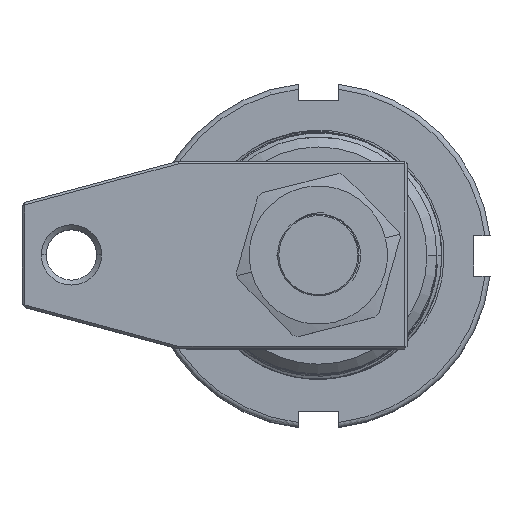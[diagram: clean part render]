
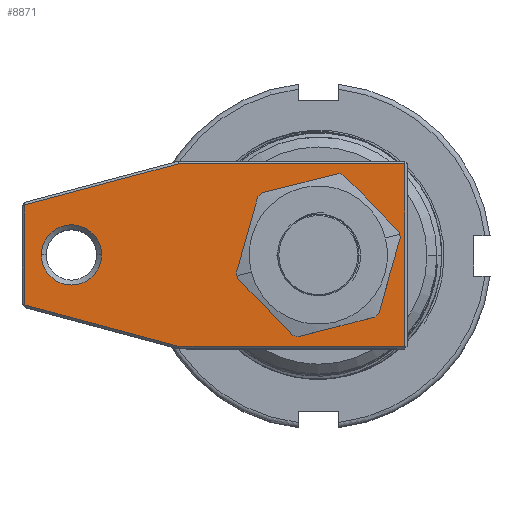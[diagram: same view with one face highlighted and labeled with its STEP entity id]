
A CAD part, top view. The second image highlights one B-rep face of the part: STEP entity #8871.
In plain terms, the highlighted planar face has unit normal (0, 0, 1).
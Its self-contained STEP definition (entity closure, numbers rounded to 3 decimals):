
#45 = ORIENTED_EDGE ( 'NONE', *, *, #6925, .T. ) ;
#116 = ORIENTED_EDGE ( 'NONE', *, *, #11032, .T. ) ;
#208 = ORIENTED_EDGE ( 'NONE', *, *, #10645, .T. ) ;
#335 = DIRECTION ( 'NONE',  ( 0., 0., 1. ) ) ;
#351 = DIRECTION ( 'NONE',  ( -1., 0., 0. ) ) ;
#533 = CARTESIAN_POINT ( 'NONE',  ( -19.362, -18.5, 19. ) ) ;
#538 = DIRECTION ( 'NONE',  ( 0., 0., -1. ) ) ;
#1038 = LINE ( 'NONE', #8749, #4494 ) ;
#1467 = ORIENTED_EDGE ( 'NONE', *, *, #4663, .T. ) ;
#1496 = CARTESIAN_POINT ( 'NONE',  ( 26.349, 0., 19. ) ) ;
#1786 = VERTEX_POINT ( 'NONE', #7027 ) ;
#1832 = AXIS2_PLACEMENT_3D ( 'NONE', #8125, #335, #9428 ) ;
#1922 = EDGE_CURVE ( 'NONE', #7333, #15289, #2595, .T. ) ;
#2251 = DIRECTION ( 'NONE',  ( -0.966, -0.259, 0. ) ) ;
#2309 = EDGE_CURVE ( 'NONE', #1786, #4479, #9325, .T. ) ;
#2315 = CARTESIAN_POINT ( 'NONE',  ( 26.349, -18.5, 19. ) ) ;
#2479 = FACE_BOUND ( 'NONE', #12181, .T. ) ;
#2595 = LINE ( 'NONE', #13769, #15997 ) ;
#2735 = ORIENTED_EDGE ( 'NONE', *, *, #2309, .F. ) ;
#2818 = LINE ( 'NONE', #5440, #15794 ) ;
#2831 = DIRECTION ( 'NONE',  ( -1., 0., 0. ) ) ;
#3319 = VERTEX_POINT ( 'NONE', #9932 ) ;
#3665 = VECTOR ( 'NONE', #5033, 1000. ) ;
#3842 = EDGE_CURVE ( 'NONE', #15289, #8634, #7856, .T. ) ;
#4048 = DIRECTION ( 'NONE',  ( 0., 1., 0. ) ) ;
#4115 = AXIS2_PLACEMENT_3D ( 'NONE', #8322, #538, #9633 ) ;
#4141 = ORIENTED_EDGE ( 'NONE', *, *, #4490, .F. ) ;
#4400 = VECTOR ( 'NONE', #4048, 1000. ) ;
#4479 = VERTEX_POINT ( 'NONE', #9380 ) ;
#4490 = EDGE_CURVE ( 'NONE', #4479, #1786, #14953, .T. ) ;
#4494 = VECTOR ( 'NONE', #2251, 1000. ) ;
#4534 = CARTESIAN_POINT ( 'NONE',  ( -19.362, 18.5, 19. ) ) ;
#4573 = ORIENTED_EDGE ( 'NONE', *, *, #3842, .T. ) ;
#4589 = CIRCLE ( 'NONE', #4115, 6.1 ) ;
#4663 = EDGE_CURVE ( 'NONE', #3319, #16320, #6828, .T. ) ;
#4939 = EDGE_LOOP ( 'NONE', ( #2735, #4141 ) ) ;
#5033 = DIRECTION ( 'NONE',  ( 0., -1., 0. ) ) ;
#5385 = CARTESIAN_POINT ( 'NONE',  ( 0., 18.5, 19. ) ) ;
#5440 = CARTESIAN_POINT ( 'NONE',  ( -5.922, -22.101, 19. ) ) ;
#5629 = DIRECTION ( 'NONE',  ( 0., 0., 1. ) ) ;
#5782 = CARTESIAN_POINT ( 'NONE',  ( -41.151, 0., 19. ) ) ;
#5966 = FACE_BOUND ( 'NONE', #4939, .T. ) ;
#6827 = CARTESIAN_POINT ( 'NONE',  ( 0., 0., 19. ) ) ;
#6828 = CIRCLE ( 'NONE', #10544, 6.1 ) ;
#6925 = EDGE_CURVE ( 'NONE', #16320, #3319, #4589, .T. ) ;
#7027 = CARTESIAN_POINT ( 'NONE',  ( 20.849, 0., 19. ) ) ;
#7100 = DIRECTION ( 'NONE',  ( -1., 0., 0. ) ) ;
#7333 = VERTEX_POINT ( 'NONE', #533 ) ;
#7856 = LINE ( 'NONE', #1496, #4400 ) ;
#7940 = ORIENTED_EDGE ( 'NONE', *, *, #13424, .T. ) ;
#8125 = CARTESIAN_POINT ( 'NONE',  ( 8.849, 0., 19. ) ) ;
#8152 = DIRECTION ( 'NONE',  ( 0., 0., -1. ) ) ;
#8322 = CARTESIAN_POINT ( 'NONE',  ( -41.151, 0., 19. ) ) ;
#8634 = VERTEX_POINT ( 'NONE', #11365 ) ;
#8674 = AXIS2_PLACEMENT_3D ( 'NONE', #13409, #5629, #14703 ) ;
#8749 = CARTESIAN_POINT ( 'NONE',  ( -5.922, 22.101, 19. ) ) ;
#8871 = ADVANCED_FACE ( 'NONE', ( #15883, #5966, #2479 ), #13234, .F. ) ;
#9325 = CIRCLE ( 'NONE', #8674, 12. ) ;
#9380 = CARTESIAN_POINT ( 'NONE',  ( -3.151, 0., 19. ) ) ;
#9428 = DIRECTION ( 'NONE',  ( 1., 0., 0. ) ) ;
#9633 = DIRECTION ( 'NONE',  ( -1., 0., 0. ) ) ;
#9932 = CARTESIAN_POINT ( 'NONE',  ( -35.051, 0., 19. ) ) ;
#10026 = DIRECTION ( 'NONE',  ( 1., 0., 0. ) ) ;
#10176 = LINE ( 'NONE', #14129, #3665 ) ;
#10544 = AXIS2_PLACEMENT_3D ( 'NONE', #5782, #14854, #7100 ) ;
#10645 = EDGE_CURVE ( 'NONE', #8634, #13814, #16047, .T. ) ;
#10670 = ORIENTED_EDGE ( 'NONE', *, *, #1922, .T. ) ;
#11032 = EDGE_CURVE ( 'NONE', #14331, #16529, #10176, .T. ) ;
#11041 = EDGE_LOOP ( 'NONE', ( #208, #7940, #116, #11683, #10670, #4573 ) ) ;
#11365 = CARTESIAN_POINT ( 'NONE',  ( 26.349, 18.5, 19. ) ) ;
#11683 = ORIENTED_EDGE ( 'NONE', *, *, #15597, .T. ) ;
#11996 = CARTESIAN_POINT ( 'NONE',  ( -50.651, 10.116, 19. ) ) ;
#12181 = EDGE_LOOP ( 'NONE', ( #1467, #45 ) ) ;
#12191 = VECTOR ( 'NONE', #2831, 1000. ) ;
#13218 = DIRECTION ( 'NONE',  ( 0.966, -0.259, 0. ) ) ;
#13234 = PLANE ( 'NONE',  #13833 ) ;
#13373 = CARTESIAN_POINT ( 'NONE',  ( -47.251, 0., 19. ) ) ;
#13409 = CARTESIAN_POINT ( 'NONE',  ( 8.849, 0., 19. ) ) ;
#13424 = EDGE_CURVE ( 'NONE', #13814, #14331, #1038, .T. ) ;
#13769 = CARTESIAN_POINT ( 'NONE',  ( 0., -18.5, 19. ) ) ;
#13814 = VERTEX_POINT ( 'NONE', #4534 ) ;
#13826 = CARTESIAN_POINT ( 'NONE',  ( -50.651, -10.116, 19. ) ) ;
#13833 = AXIS2_PLACEMENT_3D ( 'NONE', #6827, #8152, #351 ) ;
#14129 = CARTESIAN_POINT ( 'NONE',  ( -50.651, 0., 19. ) ) ;
#14331 = VERTEX_POINT ( 'NONE', #11996 ) ;
#14703 = DIRECTION ( 'NONE',  ( 1., 0., 0. ) ) ;
#14854 = DIRECTION ( 'NONE',  ( 0., 0., -1. ) ) ;
#14953 = CIRCLE ( 'NONE', #1832, 12. ) ;
#15289 = VERTEX_POINT ( 'NONE', #2315 ) ;
#15597 = EDGE_CURVE ( 'NONE', #16529, #7333, #2818, .T. ) ;
#15794 = VECTOR ( 'NONE', #13218, 1000. ) ;
#15883 = FACE_OUTER_BOUND ( 'NONE', #11041, .T. ) ;
#15997 = VECTOR ( 'NONE', #10026, 1000. ) ;
#16047 = LINE ( 'NONE', #5385, #12191 ) ;
#16320 = VERTEX_POINT ( 'NONE', #13373 ) ;
#16529 = VERTEX_POINT ( 'NONE', #13826 ) ;
